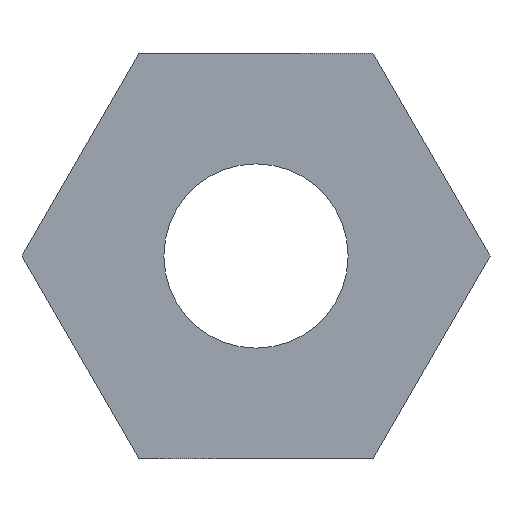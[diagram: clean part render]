
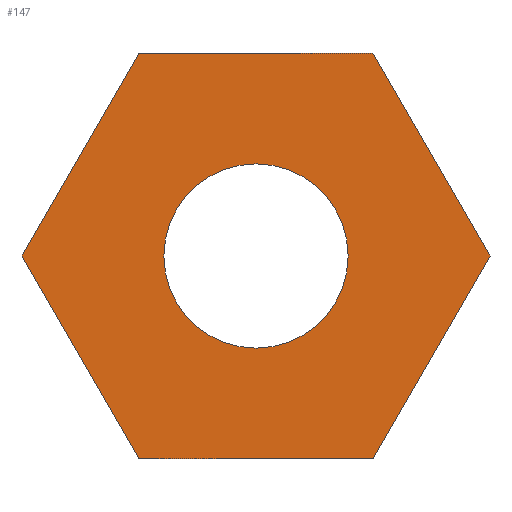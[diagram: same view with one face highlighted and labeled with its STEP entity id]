
A CAD part, front view. The second image highlights one B-rep face of the part: STEP entity #147.
In plain terms, the highlighted planar face has unit normal (0, -1, 0).
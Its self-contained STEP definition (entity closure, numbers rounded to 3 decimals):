
#4 = CARTESIAN_POINT ( 'NONE',  ( 1.588, 0., 2.75 ) ) ;
#6 = EDGE_LOOP ( 'NONE', ( #339, #177 ) ) ;
#9 = AXIS2_PLACEMENT_3D ( 'NONE', #43, #244, #72 ) ;
#16 = CARTESIAN_POINT ( 'NONE',  ( -1.588, 0., -2.75 ) ) ;
#20 = EDGE_CURVE ( 'NONE', #229, #301, #287, .T. ) ;
#25 = VECTOR ( 'NONE', #343, 1000. ) ;
#33 = AXIS2_PLACEMENT_3D ( 'NONE', #139, #328, #159 ) ;
#43 = CARTESIAN_POINT ( 'NONE',  ( 0., 0., 0. ) ) ;
#48 = EDGE_CURVE ( 'NONE', #80, #229, #207, .T. ) ;
#55 = PLANE ( 'NONE',  #118 ) ;
#60 = VECTOR ( 'NONE', #65, 1000. ) ;
#65 = DIRECTION ( 'NONE',  ( -0.5, 0., -0.866 ) ) ;
#72 = DIRECTION ( 'NONE',  ( 0., 0., 1. ) ) ;
#77 = DIRECTION ( 'NONE',  ( -0.5, 0., 0.866 ) ) ;
#79 = VERTEX_POINT ( 'NONE', #180 ) ;
#80 = VERTEX_POINT ( 'NONE', #4 ) ;
#82 = ORIENTED_EDGE ( 'NONE', *, *, #104, .F. ) ;
#104 = EDGE_CURVE ( 'NONE', #365, #80, #355, .T. ) ;
#105 = VECTOR ( 'NONE', #144, 1000. ) ;
#107 = FACE_BOUND ( 'NONE', #6, .T. ) ;
#109 = CARTESIAN_POINT ( 'NONE',  ( 1.588, 0., -2.75 ) ) ;
#112 = ORIENTED_EDGE ( 'NONE', *, *, #48, .F. ) ;
#113 = CARTESIAN_POINT ( 'NONE',  ( 3.175, 0., 0. ) ) ;
#118 = AXIS2_PLACEMENT_3D ( 'NONE', #341, #167, #367 ) ;
#125 = VECTOR ( 'NONE', #141, 1000. ) ;
#130 = EDGE_CURVE ( 'NONE', #301, #326, #268, .T. ) ;
#131 = VECTOR ( 'NONE', #77, 1000. ) ;
#137 = ORIENTED_EDGE ( 'NONE', *, *, #151, .F. ) ;
#139 = CARTESIAN_POINT ( 'NONE',  ( 0., 0., 0. ) ) ;
#141 = DIRECTION ( 'NONE',  ( 1., 0., 0. ) ) ;
#144 = DIRECTION ( 'NONE',  ( 0.5, 0., 0.866 ) ) ;
#147 = ADVANCED_FACE ( 'NONE', ( #324, #107 ), #55, .F. ) ;
#148 = CIRCLE ( 'NONE', #33, 1.25 ) ;
#151 = EDGE_CURVE ( 'NONE', #326, #281, #176, .T. ) ;
#159 = DIRECTION ( 'NONE',  ( 0., 0., 1. ) ) ;
#167 = DIRECTION ( 'NONE',  ( 0., 1., 0. ) ) ;
#176 = LINE ( 'NONE', #16, #131 ) ;
#177 = ORIENTED_EDGE ( 'NONE', *, *, #312, .T. ) ;
#180 = CARTESIAN_POINT ( 'NONE',  ( 0., 0., -1.25 ) ) ;
#207 = LINE ( 'NONE', #239, #349 ) ;
#208 = EDGE_CURVE ( 'NONE', #281, #365, #336, .T. ) ;
#220 = CARTESIAN_POINT ( 'NONE',  ( -3.175, 0., 0. ) ) ;
#221 = CARTESIAN_POINT ( 'NONE',  ( -1.588, 0., -2.75 ) ) ;
#229 = VERTEX_POINT ( 'NONE', #113 ) ;
#239 = CARTESIAN_POINT ( 'NONE',  ( 1.588, 0., 2.75 ) ) ;
#240 = ORIENTED_EDGE ( 'NONE', *, *, #208, .F. ) ;
#244 = DIRECTION ( 'NONE',  ( 0., 1., 0. ) ) ;
#246 = CARTESIAN_POINT ( 'NONE',  ( 0., 0., 1.25 ) ) ;
#247 = EDGE_CURVE ( 'NONE', #79, #292, #148, .T. ) ;
#268 = LINE ( 'NONE', #109, #25 ) ;
#273 = DIRECTION ( 'NONE',  ( 0.5, 0., -0.866 ) ) ;
#281 = VERTEX_POINT ( 'NONE', #220 ) ;
#287 = LINE ( 'NONE', #296, #60 ) ;
#292 = VERTEX_POINT ( 'NONE', #246 ) ;
#294 = CIRCLE ( 'NONE', #9, 1.25 ) ;
#296 = CARTESIAN_POINT ( 'NONE',  ( 3.175, 0., 0. ) ) ;
#297 = ORIENTED_EDGE ( 'NONE', *, *, #130, .F. ) ;
#301 = VERTEX_POINT ( 'NONE', #309 ) ;
#303 = ORIENTED_EDGE ( 'NONE', *, *, #20, .F. ) ;
#309 = CARTESIAN_POINT ( 'NONE',  ( 1.588, 0., -2.75 ) ) ;
#312 = EDGE_CURVE ( 'NONE', #292, #79, #294, .T. ) ;
#313 = CARTESIAN_POINT ( 'NONE',  ( -1.588, 0., 2.75 ) ) ;
#324 = FACE_OUTER_BOUND ( 'NONE', #325, .T. ) ;
#325 = EDGE_LOOP ( 'NONE', ( #137, #297, #303, #112, #82, #240 ) ) ;
#326 = VERTEX_POINT ( 'NONE', #221 ) ;
#328 = DIRECTION ( 'NONE',  ( 0., 1., 0. ) ) ;
#336 = LINE ( 'NONE', #337, #105 ) ;
#337 = CARTESIAN_POINT ( 'NONE',  ( -3.175, 0., 0. ) ) ;
#339 = ORIENTED_EDGE ( 'NONE', *, *, #247, .T. ) ;
#341 = CARTESIAN_POINT ( 'NONE',  ( 0., 0., 0. ) ) ;
#343 = DIRECTION ( 'NONE',  ( -1., 0., 0. ) ) ;
#349 = VECTOR ( 'NONE', #273, 1000. ) ;
#355 = LINE ( 'NONE', #363, #125 ) ;
#363 = CARTESIAN_POINT ( 'NONE',  ( -1.588, 0., 2.75 ) ) ;
#365 = VERTEX_POINT ( 'NONE', #313 ) ;
#367 = DIRECTION ( 'NONE',  ( 0., 0., 1. ) ) ;
